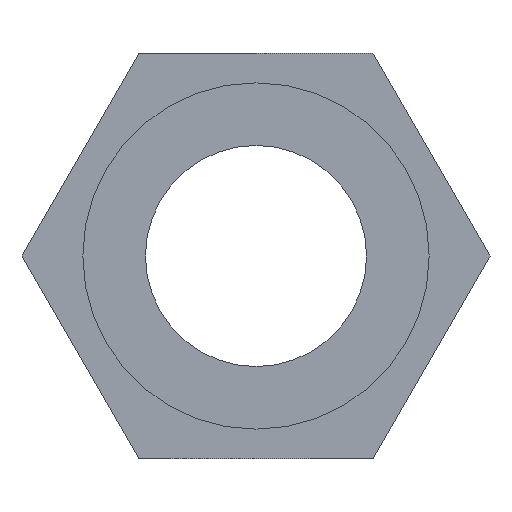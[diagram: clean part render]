
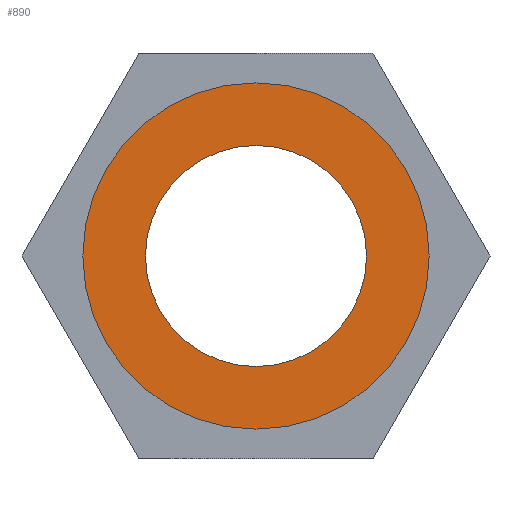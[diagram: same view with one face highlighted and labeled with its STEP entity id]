
A CAD part, left-side view. The second image highlights one B-rep face of the part: STEP entity #890.
In plain terms, the highlighted planar face has unit normal (-1, 0, 0).
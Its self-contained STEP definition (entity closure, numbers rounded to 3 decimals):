
#117 = EDGE_LOOP ( 'NONE', ( #927, #1862 ) ) ;
#471 = DIRECTION ( 'NONE',  ( 1., 0., 0. ) ) ;
#663 = EDGE_LOOP ( 'NONE', ( #3067, #2773 ) ) ;
#799 = AXIS2_PLACEMENT_3D ( 'NONE', #2282, #3219, #1945 ) ;
#890 = ADVANCED_FACE ( 'NONE', ( #3880, #2536 ), #5095, .F. ) ;
#927 = ORIENTED_EDGE ( 'NONE', *, *, #3816, .T. ) ;
#1086 = CARTESIAN_POINT ( 'NONE',  ( 0., 0., 0. ) ) ;
#1185 = AXIS2_PLACEMENT_3D ( 'NONE', #1086, #5440, #2456 ) ;
#1862 = ORIENTED_EDGE ( 'NONE', *, *, #2899, .T. ) ;
#1945 = DIRECTION ( 'NONE',  ( 0., 0., -1. ) ) ;
#2015 = AXIS2_PLACEMENT_3D ( 'NONE', #3955, #2636, #3983 ) ;
#2282 = CARTESIAN_POINT ( 'NONE',  ( 0., 0., 0. ) ) ;
#2456 = DIRECTION ( 'NONE',  ( 0., 0., 1. ) ) ;
#2536 = FACE_OUTER_BOUND ( 'NONE', #663, .T. ) ;
#2561 = VERTEX_POINT ( 'NONE', #3441 ) ;
#2575 = VERTEX_POINT ( 'NONE', #4797 ) ;
#2616 = CARTESIAN_POINT ( 'NONE',  ( 0., 0., 0. ) ) ;
#2636 = DIRECTION ( 'NONE',  ( -1., 0., 0. ) ) ;
#2693 = CIRCLE ( 'NONE', #2788, 3. ) ;
#2773 = ORIENTED_EDGE ( 'NONE', *, *, #5070, .T. ) ;
#2788 = AXIS2_PLACEMENT_3D ( 'NONE', #4766, #471, #4737 ) ;
#2899 = EDGE_CURVE ( 'NONE', #5279, #2575, #2693, .T. ) ;
#2915 = VERTEX_POINT ( 'NONE', #4365 ) ;
#3018 = CARTESIAN_POINT ( 'NONE',  ( 0., 0., -3. ) ) ;
#3067 = ORIENTED_EDGE ( 'NONE', *, *, #5579, .T. ) ;
#3219 = DIRECTION ( 'NONE',  ( 1., 0., 0. ) ) ;
#3420 = CIRCLE ( 'NONE', #799, 3. ) ;
#3441 = CARTESIAN_POINT ( 'NONE',  ( 0., 0., 4.7 ) ) ;
#3816 = EDGE_CURVE ( 'NONE', #2575, #5279, #3420, .T. ) ;
#3880 = FACE_BOUND ( 'NONE', #117, .T. ) ;
#3955 = CARTESIAN_POINT ( 'NONE',  ( 0., 0., 0. ) ) ;
#3983 = DIRECTION ( 'NONE',  ( 0., 0., 1. ) ) ;
#4365 = CARTESIAN_POINT ( 'NONE',  ( 0., 0., -4.7 ) ) ;
#4705 = DIRECTION ( 'NONE',  ( 1., 0., 0. ) ) ;
#4737 = DIRECTION ( 'NONE',  ( 0., 0., -1. ) ) ;
#4766 = CARTESIAN_POINT ( 'NONE',  ( 0., 0., 0. ) ) ;
#4797 = CARTESIAN_POINT ( 'NONE',  ( 0., 0., 3. ) ) ;
#4800 = CIRCLE ( 'NONE', #2015, 4.7 ) ;
#5070 = EDGE_CURVE ( 'NONE', #2915, #2561, #4800, .T. ) ;
#5095 = PLANE ( 'NONE',  #5399 ) ;
#5148 = DIRECTION ( 'NONE',  ( 0., 0., -1. ) ) ;
#5247 = CIRCLE ( 'NONE', #1185, 4.7 ) ;
#5279 = VERTEX_POINT ( 'NONE', #3018 ) ;
#5399 = AXIS2_PLACEMENT_3D ( 'NONE', #2616, #4705, #5148 ) ;
#5440 = DIRECTION ( 'NONE',  ( -1., 0., 0. ) ) ;
#5579 = EDGE_CURVE ( 'NONE', #2561, #2915, #5247, .T. ) ;
